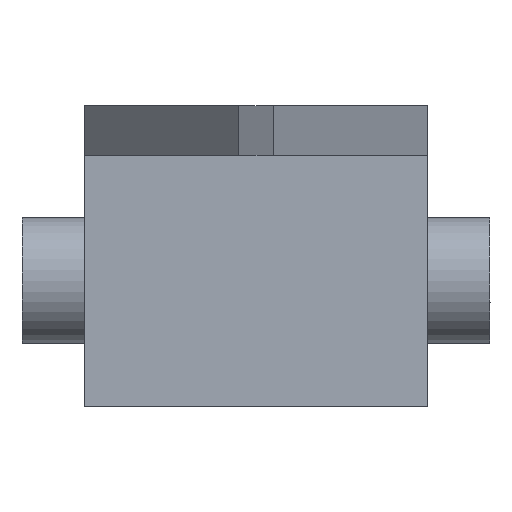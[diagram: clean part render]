
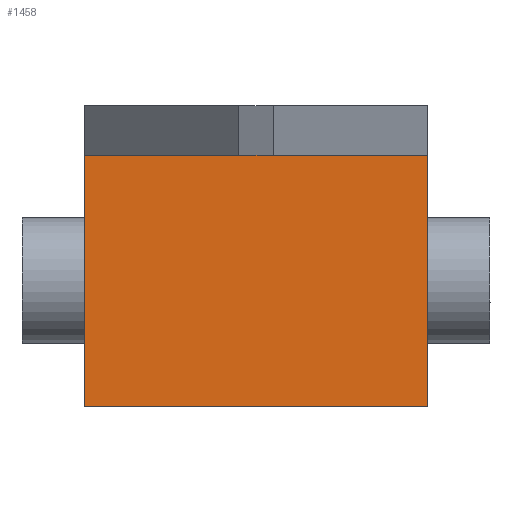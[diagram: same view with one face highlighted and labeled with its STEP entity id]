
A CAD part, left-side view. The second image highlights one B-rep face of the part: STEP entity #1458.
In plain terms, the highlighted planar face has unit normal (-1, 0, 0).
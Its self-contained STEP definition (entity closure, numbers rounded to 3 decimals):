
#46 = CARTESIAN_POINT ( 'NONE',  ( 0., 15., 0. ) ) ;
#82 = CARTESIAN_POINT ( 'NONE',  ( 0., -15., 22. ) ) ;
#102 = CARTESIAN_POINT ( 'NONE',  ( 0., 15., 0. ) ) ;
#197 = DIRECTION ( 'NONE',  ( 0., 0., -1. ) ) ;
#207 = LINE ( 'NONE', #82, #647 ) ;
#252 = ORIENTED_EDGE ( 'NONE', *, *, #1000, .F. ) ;
#345 = ORIENTED_EDGE ( 'NONE', *, *, #770, .F. ) ;
#428 = DIRECTION ( 'NONE',  ( 0., 0., 1. ) ) ;
#465 = CARTESIAN_POINT ( 'NONE',  ( 0., -15., 22. ) ) ;
#490 = LINE ( 'NONE', #102, #1471 ) ;
#564 = VECTOR ( 'NONE', #1988, 1000. ) ;
#618 = AXIS2_PLACEMENT_3D ( 'NONE', #1036, #880, #197 ) ;
#647 = VECTOR ( 'NONE', #1427, 1000. ) ;
#770 = EDGE_CURVE ( 'NONE', #2126, #1323, #1949, .T. ) ;
#880 = DIRECTION ( 'NONE',  ( 1., 0., 0. ) ) ;
#903 = EDGE_CURVE ( 'NONE', #1323, #1477, #490, .T. ) ;
#1000 = EDGE_CURVE ( 'NONE', #1187, #2126, #207, .T. ) ;
#1036 = CARTESIAN_POINT ( 'NONE',  ( 0., -15., 22. ) ) ;
#1063 = EDGE_LOOP ( 'NONE', ( #252, #1102, #1687, #345 ) ) ;
#1068 = VECTOR ( 'NONE', #2031, 1000. ) ;
#1102 = ORIENTED_EDGE ( 'NONE', *, *, #2020, .F. ) ;
#1187 = VERTEX_POINT ( 'NONE', #465 ) ;
#1255 = LINE ( 'NONE', #1821, #564 ) ;
#1323 = VERTEX_POINT ( 'NONE', #46 ) ;
#1359 = CARTESIAN_POINT ( 'NONE',  ( 0., -15., 0. ) ) ;
#1393 = CARTESIAN_POINT ( 'NONE',  ( 0., -15., 0. ) ) ;
#1427 = DIRECTION ( 'NONE',  ( 0., 0., -1. ) ) ;
#1458 = ADVANCED_FACE ( 'NONE', ( #1519 ), #1865, .F. ) ;
#1471 = VECTOR ( 'NONE', #428, 1000. ) ;
#1477 = VERTEX_POINT ( 'NONE', #2064 ) ;
#1519 = FACE_OUTER_BOUND ( 'NONE', #1063, .T. ) ;
#1687 = ORIENTED_EDGE ( 'NONE', *, *, #903, .F. ) ;
#1821 = CARTESIAN_POINT ( 'NONE',  ( 0., 15., 22. ) ) ;
#1865 = PLANE ( 'NONE',  #618 ) ;
#1949 = LINE ( 'NONE', #1393, #1068 ) ;
#1988 = DIRECTION ( 'NONE',  ( 0., -1., 0. ) ) ;
#2020 = EDGE_CURVE ( 'NONE', #1477, #1187, #1255, .T. ) ;
#2031 = DIRECTION ( 'NONE',  ( 0., 1., 0. ) ) ;
#2064 = CARTESIAN_POINT ( 'NONE',  ( 0., 15., 22. ) ) ;
#2126 = VERTEX_POINT ( 'NONE', #1359 ) ;
